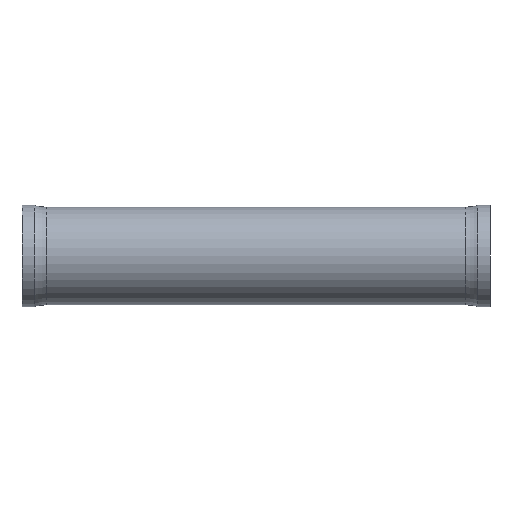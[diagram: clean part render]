
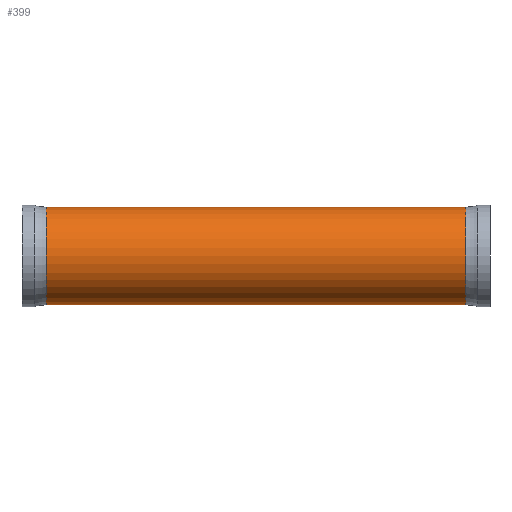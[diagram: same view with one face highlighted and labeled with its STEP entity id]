
A CAD part, front view. The second image highlights one B-rep face of the part: STEP entity #399.
In plain terms, the highlighted cylindrical face has radius 19.837 mm (diameter 39.675 mm), a partial arc.
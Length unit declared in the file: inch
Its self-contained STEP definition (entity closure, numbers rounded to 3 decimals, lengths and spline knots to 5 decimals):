
#5 = VECTOR ( 'NONE', #229, 39.37008 ) ;
#13 = CIRCLE ( 'NONE', #226, 0.781 ) ;
#21 = CARTESIAN_POINT ( 'NONE',  ( 7.08904, 0., 0. ) ) ;
#46 = VERTEX_POINT ( 'NONE', #244 ) ;
#65 = CARTESIAN_POINT ( 'NONE',  ( 7.08904, 0., 0.781 ) ) ;
#83 = DIRECTION ( 'NONE',  ( 0., 0., 1. ) ) ;
#104 = AXIS2_PLACEMENT_3D ( 'NONE', #560, #130, #83 ) ;
#110 = DIRECTION ( 'NONE',  ( -1., 0., 0. ) ) ;
#130 = DIRECTION ( 'NONE',  ( -1., 0., 0. ) ) ;
#151 = ORIENTED_EDGE ( 'NONE', *, *, #514, .F. ) ;
#169 = CYLINDRICAL_SURFACE ( 'NONE', #104, 0.781 ) ;
#197 = CARTESIAN_POINT ( 'NONE',  ( -0.21142, 0., 0.781 ) ) ;
#207 = DIRECTION ( 'NONE',  ( -1., 0., 0. ) ) ;
#220 = VECTOR ( 'NONE', #110, 39.37008 ) ;
#224 = VERTEX_POINT ( 'NONE', #65 ) ;
#226 = AXIS2_PLACEMENT_3D ( 'NONE', #21, #207, #295 ) ;
#229 = DIRECTION ( 'NONE',  ( -1., 0., 0. ) ) ;
#233 = ORIENTED_EDGE ( 'NONE', *, *, #479, .T. ) ;
#240 = CARTESIAN_POINT ( 'NONE',  ( 7.08904, 0., -0.781 ) ) ;
#241 = CARTESIAN_POINT ( 'NONE',  ( 0.39128, 0., 0.781 ) ) ;
#244 = CARTESIAN_POINT ( 'NONE',  ( 0.39128, 0., -0.781 ) ) ;
#283 = LINE ( 'NONE', #425, #5 ) ;
#295 = DIRECTION ( 'NONE',  ( 0., 0., 1. ) ) ;
#321 = DIRECTION ( 'NONE',  ( 0., 0., 1. ) ) ;
#367 = VERTEX_POINT ( 'NONE', #240 ) ;
#399 = ADVANCED_FACE ( 'NONE', ( #603 ), #169, .T. ) ;
#425 = CARTESIAN_POINT ( 'NONE',  ( -0.21142, 0., -0.781 ) ) ;
#475 = EDGE_LOOP ( 'NONE', ( #601, #233, #604, #151 ) ) ;
#477 = DIRECTION ( 'NONE',  ( -1., 0., 0. ) ) ;
#479 = EDGE_CURVE ( 'NONE', #367, #224, #13, .T. ) ;
#497 = CIRCLE ( 'NONE', #574, 0.781 ) ;
#498 = EDGE_CURVE ( 'NONE', #224, #501, #538, .T. ) ;
#501 = VERTEX_POINT ( 'NONE', #241 ) ;
#514 = EDGE_CURVE ( 'NONE', #46, #501, #497, .T. ) ;
#538 = LINE ( 'NONE', #197, #220 ) ;
#560 = CARTESIAN_POINT ( 'NONE',  ( -0.21142, 0., 0. ) ) ;
#569 = EDGE_CURVE ( 'NONE', #367, #46, #283, .T. ) ;
#574 = AXIS2_PLACEMENT_3D ( 'NONE', #613, #477, #321 ) ;
#601 = ORIENTED_EDGE ( 'NONE', *, *, #569, .F. ) ;
#603 = FACE_OUTER_BOUND ( 'NONE', #475, .T. ) ;
#604 = ORIENTED_EDGE ( 'NONE', *, *, #498, .T. ) ;
#613 = CARTESIAN_POINT ( 'NONE',  ( 0.39128, 0., 0. ) ) ;
